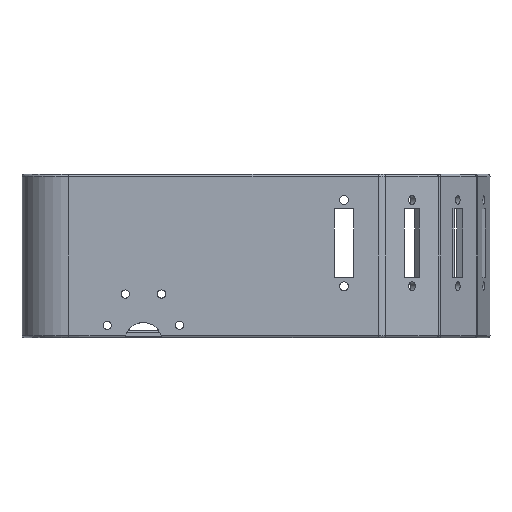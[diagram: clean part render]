
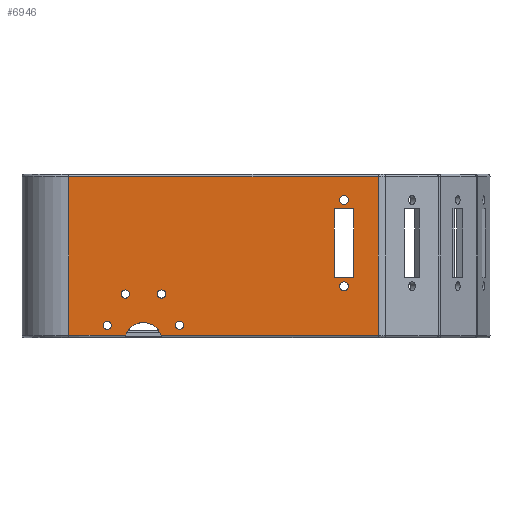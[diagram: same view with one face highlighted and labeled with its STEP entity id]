
A CAD part, front view. The second image highlights one B-rep face of the part: STEP entity #6946.
In plain terms, the highlighted planar face has unit normal (0, -1, 0).
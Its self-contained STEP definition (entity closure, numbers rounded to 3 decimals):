
#147=FACE_BOUND('',#1190,.T.);
#148=FACE_BOUND('',#1191,.T.);
#149=FACE_BOUND('',#1192,.T.);
#150=FACE_BOUND('',#1193,.T.);
#151=FACE_BOUND('',#1194,.T.);
#152=FACE_BOUND('',#1195,.T.);
#153=FACE_BOUND('',#1196,.T.);
#720=FACE_OUTER_BOUND('',#1189,.T.);
#1189=EDGE_LOOP('',(#6111,#6112,#6113,#6114,#6115,#6116));
#1190=EDGE_LOOP('',(#6117,#6118,#6119,#6120));
#1191=EDGE_LOOP('',(#6121));
#1192=EDGE_LOOP('',(#6122));
#1193=EDGE_LOOP('',(#6123));
#1194=EDGE_LOOP('',(#6124));
#1195=EDGE_LOOP('',(#6125));
#1196=EDGE_LOOP('',(#6126));
#1638=CIRCLE('',#7641,1.9);
#1639=CIRCLE('',#7643,1.9);
#1650=CIRCLE('',#7676,8.);
#1651=CIRCLE('',#7678,1.75);
#1652=CIRCLE('',#7679,1.75);
#1653=CIRCLE('',#7680,1.75);
#1654=CIRCLE('',#7681,1.75);
#2020=LINE('',#10999,#2601);
#2191=LINE('',#11582,#2772);
#2193=LINE('',#11586,#2774);
#2195=LINE('',#11590,#2776);
#2196=LINE('',#11592,#2777);
#2253=LINE('',#11776,#2834);
#2254=LINE('',#11777,#2835);
#2255=LINE('',#11779,#2836);
#2256=LINE('',#11780,#2837);
#2601=VECTOR('',#8925,10.);
#2772=VECTOR('',#9450,10.);
#2774=VECTOR('',#9454,10.);
#2776=VECTOR('',#9458,10.);
#2777=VECTOR('',#9461,10.);
#2834=VECTOR('',#9650,10.);
#2835=VECTOR('',#9651,10.);
#2836=VECTOR('',#9652,10.);
#2837=VECTOR('',#9653,10.);
#3239=VERTEX_POINT('',#10993);
#3240=VERTEX_POINT('',#10997);
#3450=VERTEX_POINT('',#11578);
#3451=VERTEX_POINT('',#11580);
#3452=VERTEX_POINT('',#11584);
#3453=VERTEX_POINT('',#11588);
#3462=VERTEX_POINT('',#11666);
#3463=VERTEX_POINT('',#11670);
#3472=VERTEX_POINT('',#11751);
#3473=VERTEX_POINT('',#11762);
#3474=VERTEX_POINT('',#11775);
#3475=VERTEX_POINT('',#11778);
#3476=VERTEX_POINT('',#11781);
#3477=VERTEX_POINT('',#11783);
#3478=VERTEX_POINT('',#11785);
#3479=VERTEX_POINT('',#11787);
#4056=EDGE_CURVE('',#3239,#3240,#2020,.T.);
#4339=EDGE_CURVE('',#3450,#3451,#2191,.T.);
#4341=EDGE_CURVE('',#3452,#3450,#2193,.T.);
#4343=EDGE_CURVE('',#3453,#3452,#2195,.T.);
#4344=EDGE_CURVE('',#3451,#3453,#2196,.T.);
#4381=EDGE_CURVE('',#3462,#3462,#1638,.T.);
#4383=EDGE_CURVE('',#3463,#3463,#1639,.T.);
#4416=EDGE_CURVE('',#3473,#3472,#1650,.T.);
#4418=EDGE_CURVE('',#3474,#3239,#2253,.T.);
#4419=EDGE_CURVE('',#3473,#3474,#2254,.T.);
#4420=EDGE_CURVE('',#3475,#3472,#2255,.T.);
#4421=EDGE_CURVE('',#3475,#3240,#2256,.T.);
#4422=EDGE_CURVE('',#3476,#3476,#1651,.T.);
#4423=EDGE_CURVE('',#3477,#3477,#1652,.T.);
#4424=EDGE_CURVE('',#3478,#3478,#1653,.T.);
#4425=EDGE_CURVE('',#3479,#3479,#1654,.T.);
#6111=ORIENTED_EDGE('',*,*,#4056,.F.);
#6112=ORIENTED_EDGE('',*,*,#4418,.F.);
#6113=ORIENTED_EDGE('',*,*,#4419,.F.);
#6114=ORIENTED_EDGE('',*,*,#4416,.T.);
#6115=ORIENTED_EDGE('',*,*,#4420,.F.);
#6116=ORIENTED_EDGE('',*,*,#4421,.T.);
#6117=ORIENTED_EDGE('',*,*,#4339,.T.);
#6118=ORIENTED_EDGE('',*,*,#4344,.T.);
#6119=ORIENTED_EDGE('',*,*,#4343,.T.);
#6120=ORIENTED_EDGE('',*,*,#4341,.T.);
#6121=ORIENTED_EDGE('',*,*,#4381,.T.);
#6122=ORIENTED_EDGE('',*,*,#4383,.T.);
#6123=ORIENTED_EDGE('',*,*,#4422,.T.);
#6124=ORIENTED_EDGE('',*,*,#4423,.T.);
#6125=ORIENTED_EDGE('',*,*,#4424,.T.);
#6126=ORIENTED_EDGE('',*,*,#4425,.T.);
#6641=PLANE('',#7677);
#6946=ADVANCED_FACE('',(#720,#147,#148,#149,#150,#151,#152,#153),#6641,
 .T.);
#7641=AXIS2_PLACEMENT_3D('',#11667,#9556,#9557);
#7643=AXIS2_PLACEMENT_3D('',#11671,#9561,#9562);
#7676=AXIS2_PLACEMENT_3D('',#11763,#9646,#9647);
#7677=AXIS2_PLACEMENT_3D('',#11774,#9648,#9649);
#7678=AXIS2_PLACEMENT_3D('',#11782,#9654,#9655);
#7679=AXIS2_PLACEMENT_3D('',#11784,#9656,#9657);
#7680=AXIS2_PLACEMENT_3D('',#11786,#9658,#9659);
#7681=AXIS2_PLACEMENT_3D('',#11788,#9660,#9661);
#8925=DIRECTION('',(1.,0.,0.));
#9450=DIRECTION('',(0.,0.,-1.));
#9454=DIRECTION('',(1.,0.,0.));
#9458=DIRECTION('',(0.,0.,1.));
#9461=DIRECTION('',(-1.,0.,0.));
#9556=DIRECTION('center_axis',(0.,1.,0.));
#9557=DIRECTION('ref_axis',(1.,0.,0.));
#9561=DIRECTION('center_axis',(0.,1.,0.));
#9562=DIRECTION('ref_axis',(1.,0.,0.));
#9646=DIRECTION('center_axis',(0.,1.,0.));
#9647=DIRECTION('ref_axis',(1.,0.,0.));
#9648=DIRECTION('center_axis',(0.,-1.,0.));
#9649=DIRECTION('ref_axis',(1.,0.,0.));
#9650=DIRECTION('',(0.,0.,1.));
#9651=DIRECTION('',(-1.,0.,0.));
#9652=DIRECTION('',(-1.,0.,0.));
#9653=DIRECTION('',(0.,0.,1.));
#9654=DIRECTION('center_axis',(0.,1.,0.));
#9655=DIRECTION('ref_axis',(1.,0.,0.));
#9656=DIRECTION('center_axis',(0.,1.,0.));
#9657=DIRECTION('ref_axis',(1.,0.,0.));
#9658=DIRECTION('center_axis',(0.,1.,0.));
#9659=DIRECTION('ref_axis',(1.,0.,0.));
#9660=DIRECTION('center_axis',(0.,1.,0.));
#9661=DIRECTION('ref_axis',(1.,0.,0.));
#10993=CARTESIAN_POINT('',(-80.,-80.,69.));
#10997=CARTESIAN_POINT('',(52.704,-80.,69.));
#10999=CARTESIAN_POINT('',(-39.845,-80.,69.));
#11578=CARTESIAN_POINT('',(42.234,-80.,55.25));
#11580=CARTESIAN_POINT('',(42.234,-80.,25.75));
#11582=CARTESIAN_POINT('',(42.234,-80.,27.625));
#11584=CARTESIAN_POINT('',(33.834,-80.,55.25));
#11586=CARTESIAN_POINT('',(-23.083,-80.,55.25));
#11588=CARTESIAN_POINT('',(33.834,-80.,25.75));
#11590=CARTESIAN_POINT('',(33.834,-80.,12.875));
#11592=CARTESIAN_POINT('',(-18.883,-80.,25.75));
#11666=CARTESIAN_POINT('',(36.134,-80.,59.));
#11667=CARTESIAN_POINT('Origin',(38.034,-80.,59.));
#11670=CARTESIAN_POINT('',(36.134,-80.,22.));
#11671=CARTESIAN_POINT('Origin',(38.034,-80.,22.));
#11751=CARTESIAN_POINT('',(-40.401,-80.,1.));
#11762=CARTESIAN_POINT('',(-55.599,-80.,1.));
#11763=CARTESIAN_POINT('Origin',(-48.,-80.,-1.5));
#11774=CARTESIAN_POINT('Origin',(-80.,-80.,0.));
#11775=CARTESIAN_POINT('',(-80.,-80.,1.));
#11776=CARTESIAN_POINT('',(-80.,-80.,0.));
#11777=CARTESIAN_POINT('',(-39.845,-80.,1.));
#11778=CARTESIAN_POINT('',(52.704,-80.,1.));
#11779=CARTESIAN_POINT('',(-39.845,-80.,1.));
#11780=CARTESIAN_POINT('',(52.704,-80.,0.));
#11781=CARTESIAN_POINT('',(-34.25,-80.,5.3));
#11782=CARTESIAN_POINT('Origin',(-32.5,-80.,5.3));
#11783=CARTESIAN_POINT('',(-65.241,-80.,5.239));
#11784=CARTESIAN_POINT('Origin',(-63.491,-80.,5.239));
#11785=CARTESIAN_POINT('',(-41.95,-80.,18.7));
#11786=CARTESIAN_POINT('Origin',(-40.2,-80.,18.7));
#11787=CARTESIAN_POINT('',(-57.45,-80.,18.7));
#11788=CARTESIAN_POINT('Origin',(-55.7,-80.,18.7));
